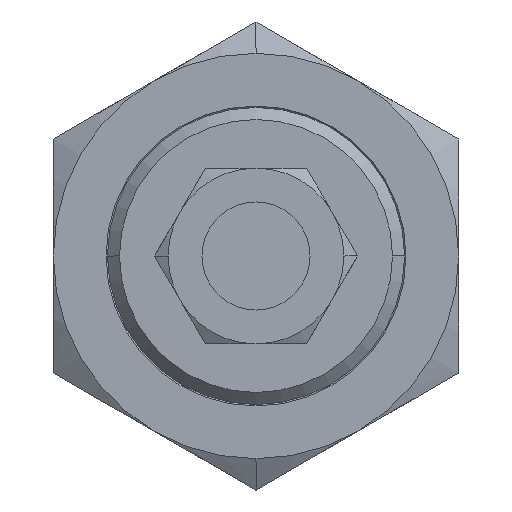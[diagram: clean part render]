
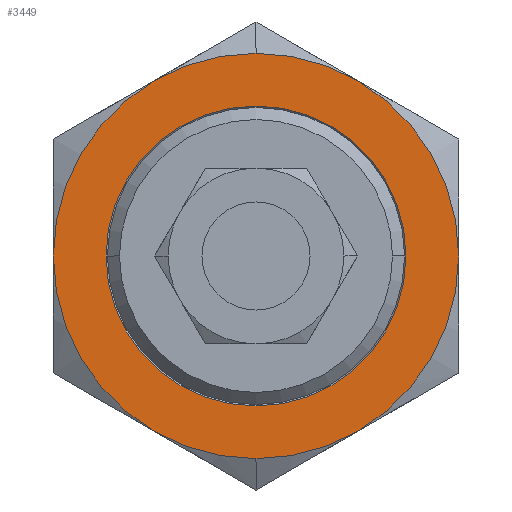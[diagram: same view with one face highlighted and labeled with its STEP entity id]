
A CAD part, front view. The second image highlights one B-rep face of the part: STEP entity #3449.
In plain terms, the highlighted face is planar.
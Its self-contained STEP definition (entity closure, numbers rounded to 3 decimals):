
#2510=CARTESIAN_POINT('',(-11.1,0.0,0.0));
#2511=VERTEX_POINT('',#2510);
#2519=CARTESIAN_POINT('',(11.1,0.,0.0));
#2520=VERTEX_POINT('',#2519);
#2527=CARTESIAN_POINT('',(0.0,0.0,0.0));
#2528=DIRECTION('',(0.0,0.0,1.0));
#2529=DIRECTION('',(-1.0,0.0,0.0));
#2530=AXIS2_PLACEMENT_3D('',#2527,#2528,#2529);
#2531=CIRCLE('',#2530,11.1);
#2532=EDGE_CURVE('',#2511,#2520,#2531,.T.);
#2622=CARTESIAN_POINT('',(0.,-15.,0.0));
#2623=VERTEX_POINT('',#2622);
#2632=CARTESIAN_POINT('',(7.5,-12.99,0.));
#2633=VERTEX_POINT('',#2632);
#2634=CARTESIAN_POINT('',(0.0,0.0,0.0));
#2635=DIRECTION('',(0.0,0.0,-1.0));
#2636=DIRECTION('',(0.0,-1.0,0.0));
#2637=AXIS2_PLACEMENT_3D('',#2634,#2635,#2636);
#2638=CIRCLE('',#2637,15.);
#2639=EDGE_CURVE('',#2633,#2623,#2638,.T.);
#2664=CARTESIAN_POINT('',(0.,15.,0.0));
#2665=VERTEX_POINT('',#2664);
#2672=CARTESIAN_POINT('',(7.5,12.99,0.));
#2673=VERTEX_POINT('',#2672);
#2687=CARTESIAN_POINT('',(0.0,0.0,0.0));
#2688=DIRECTION('',(0.0,0.0,-1.0));
#2689=DIRECTION('',(0.0,-1.0,0.0));
#2690=AXIS2_PLACEMENT_3D('',#2687,#2688,#2689);
#2691=CIRCLE('',#2690,15.);
#2692=EDGE_CURVE('',#2665,#2673,#2691,.T.);
#2717=CARTESIAN_POINT('',(15.0,0.,0.));
#2718=VERTEX_POINT('',#2717);
#2732=CARTESIAN_POINT('',(0.0,0.0,0.0));
#2733=DIRECTION('',(0.0,0.0,-1.0));
#2734=DIRECTION('',(0.0,-1.0,0.0));
#2735=AXIS2_PLACEMENT_3D('',#2732,#2733,#2734);
#2736=CIRCLE('',#2735,15.);
#2737=EDGE_CURVE('',#2673,#2718,#2736,.T.);
#2748=CARTESIAN_POINT('',(-7.5,12.99,0.));
#2749=VERTEX_POINT('',#2748);
#2750=CARTESIAN_POINT('',(0.0,0.0,0.0));
#2751=DIRECTION('',(0.0,0.0,-1.0));
#2752=DIRECTION('',(0.0,-1.0,0.0));
#2753=AXIS2_PLACEMENT_3D('',#2750,#2751,#2752);
#2754=CIRCLE('',#2753,15.);
#2755=EDGE_CURVE('',#2749,#2665,#2754,.T.);
#2780=CARTESIAN_POINT('',(-15.0,0.0,0.));
#2781=VERTEX_POINT('',#2780);
#2808=CARTESIAN_POINT('',(0.0,0.0,0.0));
#2809=DIRECTION('',(0.0,0.0,-1.0));
#2810=DIRECTION('',(0.0,-1.0,0.0));
#2811=AXIS2_PLACEMENT_3D('',#2808,#2809,#2810);
#2812=CIRCLE('',#2811,15.);
#2813=EDGE_CURVE('',#2781,#2749,#2812,.T.);
#2838=CARTESIAN_POINT('',(-7.5,-12.99,0.));
#2839=VERTEX_POINT('',#2838);
#2840=CARTESIAN_POINT('',(0.0,0.0,0.0));
#2841=DIRECTION('',(0.0,0.0,-1.0));
#2842=DIRECTION('',(0.0,-1.0,0.0));
#2843=AXIS2_PLACEMENT_3D('',#2840,#2841,#2842);
#2844=CIRCLE('',#2843,15.);
#2845=EDGE_CURVE('',#2839,#2781,#2844,.T.);
#2882=CARTESIAN_POINT('',(0.0,0.0,0.0));
#2883=DIRECTION('',(0.0,0.0,-1.0));
#2884=DIRECTION('',(0.0,-1.0,0.0));
#2885=AXIS2_PLACEMENT_3D('',#2882,#2883,#2884);
#2886=CIRCLE('',#2885,15.);
#2887=EDGE_CURVE('',#2623,#2839,#2886,.T.);
#2912=CARTESIAN_POINT('',(0.0,0.0,0.0));
#2913=DIRECTION('',(0.0,0.0,-1.0));
#2914=DIRECTION('',(0.0,-1.0,0.0));
#2915=AXIS2_PLACEMENT_3D('',#2912,#2913,#2914);
#2916=CIRCLE('',#2915,15.);
#2917=EDGE_CURVE('',#2718,#2633,#2916,.T.);
#3262=CARTESIAN_POINT('',(0.0,0.0,0.0));
#3263=DIRECTION('',(0.0,0.0,1.0));
#3264=DIRECTION('',(-1.0,0.0,0.0));
#3265=AXIS2_PLACEMENT_3D('',#3262,#3263,#3264);
#3266=CIRCLE('',#3265,11.1);
#3267=EDGE_CURVE('',#2520,#2511,#3266,.T.);
#3430=CARTESIAN_POINT('',(0.,0.,0.0));
#3431=DIRECTION('',(0.0,0.0,1.0));
#3432=DIRECTION('',(1.0,0.0,0.0));
#3433=AXIS2_PLACEMENT_3D('',#3430,#3431,#3432);
#3434=PLANE('',#3433);
#3435=ORIENTED_EDGE('',*,*,#2917,.T.);
#3436=ORIENTED_EDGE('',*,*,#2639,.T.);
#3437=ORIENTED_EDGE('',*,*,#2887,.T.);
#3438=ORIENTED_EDGE('',*,*,#2845,.T.);
#3439=ORIENTED_EDGE('',*,*,#2813,.T.);
#3440=ORIENTED_EDGE('',*,*,#2755,.T.);
#3441=ORIENTED_EDGE('',*,*,#2692,.T.);
#3442=ORIENTED_EDGE('',*,*,#2737,.T.);
#3443=EDGE_LOOP('',(#3435,#3436,#3437,#3438,#3439,#3440,#3441,#3442));
#3444=FACE_OUTER_BOUND('',#3443,.T.);
#3445=ORIENTED_EDGE('',*,*,#2532,.T.);
#3446=ORIENTED_EDGE('',*,*,#3267,.T.);
#3447=EDGE_LOOP('',(#3445,#3446));
#3448=FACE_BOUND('',#3447,.T.);
#3449=ADVANCED_FACE('',(#3444,#3448),#3434,.F.);
